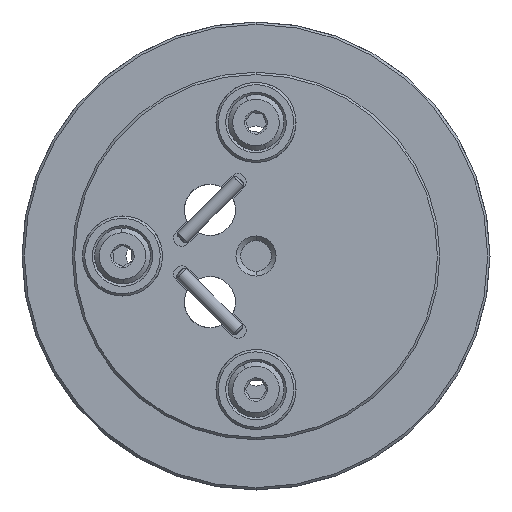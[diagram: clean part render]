
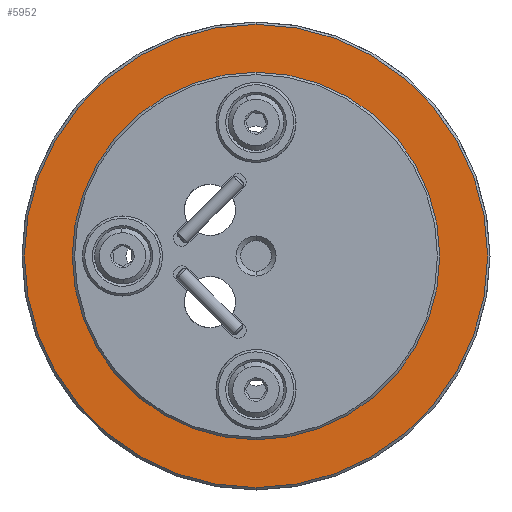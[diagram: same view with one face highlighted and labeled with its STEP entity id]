
A CAD part, front view. The second image highlights one B-rep face of the part: STEP entity #5952.
In plain terms, the highlighted planar face has unit normal (0, -1, 0).
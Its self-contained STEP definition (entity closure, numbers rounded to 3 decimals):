
#294 = EDGE_LOOP ( 'NONE', ( #11689, #7017 ) ) ;
#525 = EDGE_CURVE ( 'NONE', #15508, #17156, #3057, .T. ) ;
#689 = DIRECTION ( 'NONE',  ( 0., -1., 0. ) ) ;
#1034 = CARTESIAN_POINT ( 'NONE',  ( 0., 0., 0. ) ) ;
#1128 = CIRCLE ( 'NONE', #12293, 19.75 ) ;
#2066 = AXIS2_PLACEMENT_3D ( 'NONE', #12490, #2794, #12671 ) ;
#2211 = CARTESIAN_POINT ( 'NONE',  ( 0., 0., 0. ) ) ;
#2450 = DIRECTION ( 'NONE',  ( 0., 1., 0. ) ) ;
#2794 = DIRECTION ( 'NONE',  ( 0., -1., 0. ) ) ;
#3057 = CIRCLE ( 'NONE', #12967, 24.895 ) ;
#3193 = FACE_OUTER_BOUND ( 'NONE', #4848, .T. ) ;
#3329 = EDGE_CURVE ( 'NONE', #17156, #15508, #11365, .T. ) ;
#3452 = VERTEX_POINT ( 'NONE', #17529 ) ;
#4848 = EDGE_LOOP ( 'NONE', ( #16974, #14201 ) ) ;
#5001 = DIRECTION ( 'NONE',  ( 0., 0., 1. ) ) ;
#5204 = FACE_BOUND ( 'NONE', #294, .T. ) ;
#5952 = ADVANCED_FACE ( 'NONE', ( #3193, #5204 ), #17878, .F. ) ;
#7017 = ORIENTED_EDGE ( 'NONE', *, *, #17253, .F. ) ;
#7502 = CARTESIAN_POINT ( 'NONE',  ( 0., 0., 24.895 ) ) ;
#7689 = DIRECTION ( 'NONE',  ( 0., -1., 0. ) ) ;
#9466 = CARTESIAN_POINT ( 'NONE',  ( 0., 0., 19.75 ) ) ;
#10222 = CARTESIAN_POINT ( 'NONE',  ( 0., 0., -24.895 ) ) ;
#10441 = DIRECTION ( 'NONE',  ( 0., 0., 1. ) ) ;
#10590 = VERTEX_POINT ( 'NONE', #9466 ) ;
#11365 = CIRCLE ( 'NONE', #2066, 24.895 ) ;
#11547 = CARTESIAN_POINT ( 'NONE',  ( 0., 0., 0. ) ) ;
#11689 = ORIENTED_EDGE ( 'NONE', *, *, #17913, .F. ) ;
#12276 = DIRECTION ( 'NONE',  ( 0., 0., 1. ) ) ;
#12293 = AXIS2_PLACEMENT_3D ( 'NONE', #2211, #7689, #5001 ) ;
#12490 = CARTESIAN_POINT ( 'NONE',  ( 0., 0., 0. ) ) ;
#12671 = DIRECTION ( 'NONE',  ( 0., 0., 1. ) ) ;
#12967 = AXIS2_PLACEMENT_3D ( 'NONE', #11547, #14623, #15721 ) ;
#13397 = AXIS2_PLACEMENT_3D ( 'NONE', #16217, #689, #10441 ) ;
#14201 = ORIENTED_EDGE ( 'NONE', *, *, #3329, .T. ) ;
#14623 = DIRECTION ( 'NONE',  ( 0., -1., 0. ) ) ;
#15508 = VERTEX_POINT ( 'NONE', #7502 ) ;
#15721 = DIRECTION ( 'NONE',  ( 0., 0., 1. ) ) ;
#16217 = CARTESIAN_POINT ( 'NONE',  ( 0., 0., 0. ) ) ;
#16974 = ORIENTED_EDGE ( 'NONE', *, *, #525, .T. ) ;
#17091 = CIRCLE ( 'NONE', #13397, 19.75 ) ;
#17156 = VERTEX_POINT ( 'NONE', #10222 ) ;
#17253 = EDGE_CURVE ( 'NONE', #3452, #10590, #1128, .T. ) ;
#17529 = CARTESIAN_POINT ( 'NONE',  ( 0., 0., -19.75 ) ) ;
#17878 = PLANE ( 'NONE',  #18242 ) ;
#17913 = EDGE_CURVE ( 'NONE', #10590, #3452, #17091, .T. ) ;
#18242 = AXIS2_PLACEMENT_3D ( 'NONE', #1034, #2450, #12276 ) ;
